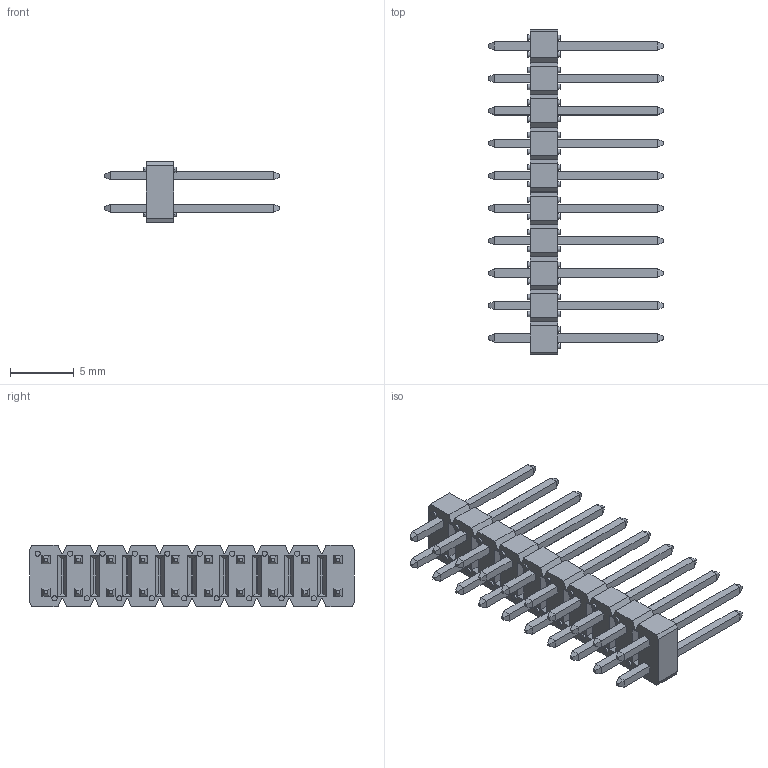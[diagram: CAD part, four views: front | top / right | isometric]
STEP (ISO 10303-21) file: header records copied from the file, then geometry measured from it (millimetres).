
FILE_DESCRIPTION((''),'2;1');
FILE_NAME('MSBR-1','2014-07-09T',('guohe'),('FCI'),'PRO/ENGINEER BY PARAMETRIC TECHNOLOGY CORPORATION, 2013150','PRO/ENGINEER BY PARAMETRIC TECHNOLOGY CORPORATION, 2013150','');
FILE_SCHEMA(('AUTOMOTIVE_DESIGN { 1 0 10303 214 1 1 1 1 }'));
Length unit declared in the file: millimetre
Products named in the file (1): MSBR-1
Bounding box: 13.67 x 25.4 x 4.83 mm (x, y, z)
Volume: 334.5 mm3; surface area: 1004.2 mm2
Topology: 1 solids, 1 shells, 646 faces, 1484 edges, 936 vertices
Faces by surface type: plane 570, cylinder 76
Entity records: 18007 total; most frequent: CARTESIAN_POINT 3068, ORIENTED_EDGE 2968, DIRECTION 2928, EDGE_CURVE 1484, VECTOR 1332, LINE 1332, VERTEX_POINT 936, AXIS2_PLACEMENT_3D 798
